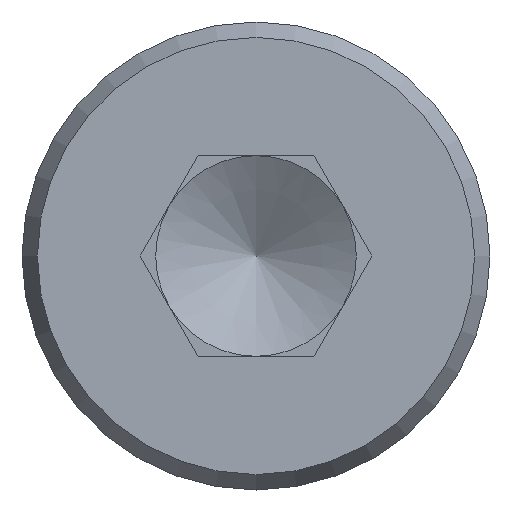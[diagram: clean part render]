
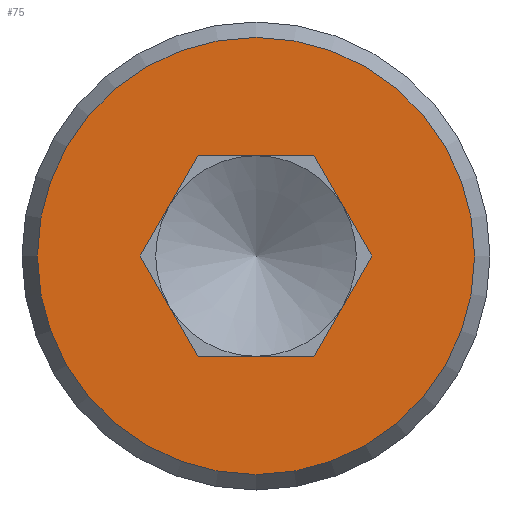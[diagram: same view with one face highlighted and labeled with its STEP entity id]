
A CAD part, left-side view. The second image highlights one B-rep face of the part: STEP entity #75.
In plain terms, the highlighted planar face has unit normal (-1, 0, 0).
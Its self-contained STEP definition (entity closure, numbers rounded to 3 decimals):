
#75 = ADVANCED_FACE( '', ( #97, #98 ), #99, .F. );
#97 = FACE_OUTER_BOUND( '', #147, .T. );
#98 = FACE_BOUND( '', #148, .T. );
#99 = PLANE( '', #149 );
#147 = EDGE_LOOP( '', ( #197 ) );
#148 = EDGE_LOOP( '', ( #198, #199, #200, #201, #202, #203 ) );
#149 = AXIS2_PLACEMENT_3D( '', #204, #205, #206 );
#197 = ORIENTED_EDGE( '', *, *, #335, .F. );
#198 = ORIENTED_EDGE( '', *, *, #336, .T. );
#199 = ORIENTED_EDGE( '', *, *, #337, .T. );
#200 = ORIENTED_EDGE( '', *, *, #338, .T. );
#201 = ORIENTED_EDGE( '', *, *, #339, .T. );
#202 = ORIENTED_EDGE( '', *, *, #340, .T. );
#203 = ORIENTED_EDGE( '', *, *, #341, .T. );
#204 = CARTESIAN_POINT( '', ( -4., 0., 0. ) );
#205 = DIRECTION( '', ( 1., 0., 0. ) );
#206 = DIRECTION( '', ( 0., 1., 0. ) );
#335 = EDGE_CURVE( '', #373, #373, #374, .T. );
#336 = EDGE_CURVE( '', #375, #376, #377, .T. );
#337 = EDGE_CURVE( '', #376, #378, #379, .T. );
#338 = EDGE_CURVE( '', #378, #380, #381, .T. );
#339 = EDGE_CURVE( '', #380, #382, #383, .T. );
#340 = EDGE_CURVE( '', #382, #384, #385, .T. );
#341 = EDGE_CURVE( '', #384, #375, #386, .T. );
#373 = VERTEX_POINT( '', #435 );
#374 = CIRCLE( '', #436, 3.269 );
#375 = VERTEX_POINT( '', #437 );
#376 = VERTEX_POINT( '', #438 );
#377 = LINE( '', #439, #440 );
#378 = VERTEX_POINT( '', #441 );
#379 = LINE( '', #442, #443 );
#380 = VERTEX_POINT( '', #444 );
#381 = LINE( '', #445, #446 );
#382 = VERTEX_POINT( '', #447 );
#383 = LINE( '', #448, #449 );
#384 = VERTEX_POINT( '', #450 );
#385 = LINE( '', #451, #452 );
#386 = LINE( '', #453, #454 );
#435 = CARTESIAN_POINT( '', ( -4., 3.269, 0. ) );
#436 = AXIS2_PLACEMENT_3D( '', #521, #522, #523 );
#437 = CARTESIAN_POINT( '', ( -4., -0.866, 1.5 ) );
#438 = CARTESIAN_POINT( '', ( -4., -1.732, 0. ) );
#439 = CARTESIAN_POINT( '', ( -4., -0.866, 1.5 ) );
#440 = VECTOR( '', #524, 1000. );
#441 = CARTESIAN_POINT( '', ( -4., -0.866, -1.5 ) );
#442 = CARTESIAN_POINT( '', ( -4., -1.732, 0. ) );
#443 = VECTOR( '', #525, 1000. );
#444 = CARTESIAN_POINT( '', ( -4., 0.866, -1.5 ) );
#445 = CARTESIAN_POINT( '', ( -4., -0.866, -1.5 ) );
#446 = VECTOR( '', #526, 1000. );
#447 = CARTESIAN_POINT( '', ( -4., 1.732, 0. ) );
#448 = CARTESIAN_POINT( '', ( -4., 0.866, -1.5 ) );
#449 = VECTOR( '', #527, 1000. );
#450 = CARTESIAN_POINT( '', ( -4., 0.866, 1.5 ) );
#451 = CARTESIAN_POINT( '', ( -4., 1.732, 0. ) );
#452 = VECTOR( '', #528, 1000. );
#453 = CARTESIAN_POINT( '', ( -4., 0.866, 1.5 ) );
#454 = VECTOR( '', #529, 1000. );
#521 = CARTESIAN_POINT( '', ( -4., 0., 0. ) );
#522 = DIRECTION( '', ( 1., 0., 0. ) );
#523 = DIRECTION( '', ( 0., 1., 0. ) );
#524 = DIRECTION( '', ( 0., -0.5, -0.866 ) );
#525 = DIRECTION( '', ( 0., 0.5, -0.866 ) );
#526 = DIRECTION( '', ( 0., 1., 0. ) );
#527 = DIRECTION( '', ( 0., 0.5, 0.866 ) );
#528 = DIRECTION( '', ( 0., -0.5, 0.866 ) );
#529 = DIRECTION( '', ( 0., -1., 0. ) );
